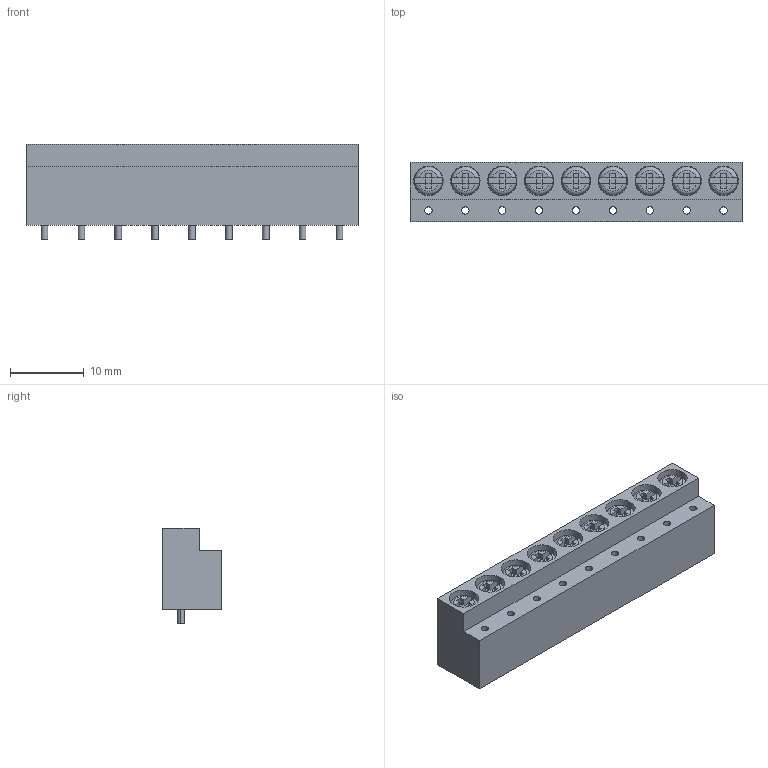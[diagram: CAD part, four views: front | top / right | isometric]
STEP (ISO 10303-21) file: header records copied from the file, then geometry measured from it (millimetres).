
FILE_DESCRIPTION (( 'STEP AP214' ), '1' );
FILE_NAME ('050-9.STEP', '2007-11-29T08:52:28', ( 'Chinese User' ), ( 'Chinese ORG' ), 'SwSTEP 2.0', 'SolidWorks 2004231', '' );
FILE_SCHEMA (( 'AUTOMOTIVE_DESIGN' ));
Length unit declared in the file: millimetre
Products named in the file (1): 050-9
Bounding box: 45 x 8 x 13 mm (x, y, z)
Volume: 3033.3 mm3; surface area: 5081.8 mm2
Topology: 1 solids, 1 shells, 548 faces, 1350 edges, 804 vertices
Faces by surface type: plane 458, cylinder 72, torus 18
Entity records: 21968 total; most frequent: CARTESIAN_POINT 2934, ORIENTED_EDGE 2700, DIRECTION 2629, EDGE_CURVE 1350, VECTOR 1063, LINE 1063, VERTEX_POINT 804, AXIS2_PLACEMENT_3D 783
